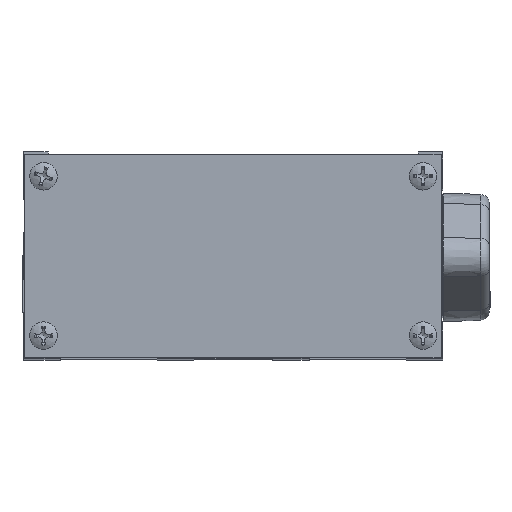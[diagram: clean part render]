
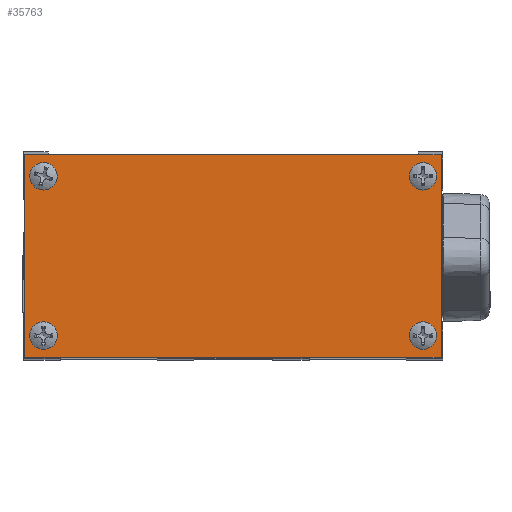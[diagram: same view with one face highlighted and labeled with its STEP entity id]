
A CAD part, top view. The second image highlights one B-rep face of the part: STEP entity #35763.
In plain terms, the highlighted planar face has unit normal (0, 0, 1).
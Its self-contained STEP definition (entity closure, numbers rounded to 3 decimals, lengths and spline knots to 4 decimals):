
#1174=PLANE('',#38174);
#2669=LINE('',#50394,#6332);
#2673=LINE('',#50402,#6336);
#2676=LINE('',#50408,#6339);
#2679=LINE('',#50413,#6342);
#6332=VECTOR('',#41054,0.3937);
#6336=VECTOR('',#41060,0.3937);
#6339=VECTOR('',#41065,0.3937);
#6342=VECTOR('',#41070,0.3937);
#9929=FACE_BOUND('',#13257,.T.);
#9930=FACE_BOUND('',#13258,.T.);
#9931=FACE_BOUND('',#13259,.T.);
#9932=FACE_BOUND('',#13260,.T.);
#11277=FACE_OUTER_BOUND('',#13256,.T.);
#13256=EDGE_LOOP('',(#25709,#25710,#25711,#25712));
#13257=EDGE_LOOP('',(#25713));
#13258=EDGE_LOOP('',(#25714));
#13259=EDGE_LOOP('',(#25715));
#13260=EDGE_LOOP('',(#25716));
#15623=CIRCLE('',#38158,0.0859);
#15625=CIRCLE('',#38161,0.0859);
#15627=CIRCLE('',#38164,0.0859);
#15629=CIRCLE('',#38167,0.0859);
#16432=VERTEX_POINT('',#50372);
#16434=VERTEX_POINT('',#50377);
#16436=VERTEX_POINT('',#50382);
#16438=VERTEX_POINT('',#50387);
#16440=VERTEX_POINT('',#50392);
#16441=VERTEX_POINT('',#50393);
#16444=VERTEX_POINT('',#50401);
#16446=VERTEX_POINT('',#50407);
#20083=EDGE_CURVE('',#16432,#16432,#15623,.T.);
#20085=EDGE_CURVE('',#16434,#16434,#15625,.T.);
#20087=EDGE_CURVE('',#16436,#16436,#15627,.T.);
#20089=EDGE_CURVE('',#16438,#16438,#15629,.T.);
#20091=EDGE_CURVE('',#16440,#16441,#2669,.T.);
#20095=EDGE_CURVE('',#16441,#16444,#2673,.T.);
#20098=EDGE_CURVE('',#16444,#16446,#2676,.T.);
#20101=EDGE_CURVE('',#16446,#16440,#2679,.T.);
#25709=ORIENTED_EDGE('',*,*,#20091,.F.);
#25710=ORIENTED_EDGE('',*,*,#20101,.F.);
#25711=ORIENTED_EDGE('',*,*,#20098,.F.);
#25712=ORIENTED_EDGE('',*,*,#20095,.F.);
#25713=ORIENTED_EDGE('',*,*,#20083,.T.);
#25714=ORIENTED_EDGE('',*,*,#20085,.T.);
#25715=ORIENTED_EDGE('',*,*,#20087,.T.);
#25716=ORIENTED_EDGE('',*,*,#20089,.T.);
#35763=ADVANCED_FACE('',(#11277,#9929,#9930,#9931,#9932),#1174,.T.);
#38158=AXIS2_PLACEMENT_3D('',#50373,#41030,#41031);
#38161=AXIS2_PLACEMENT_3D('',#50378,#41036,#41037);
#38164=AXIS2_PLACEMENT_3D('',#50383,#41042,#41043);
#38167=AXIS2_PLACEMENT_3D('',#50388,#41048,#41049);
#38174=AXIS2_PLACEMENT_3D('',#50416,#41074,#41075);
#41030=DIRECTION('center_axis',(0.,0.,-1.));
#41031=DIRECTION('ref_axis',(-1.,0.,0.));
#41036=DIRECTION('center_axis',(0.,0.,-1.));
#41037=DIRECTION('ref_axis',(-1.,0.,0.));
#41042=DIRECTION('center_axis',(0.,0.,-1.));
#41043=DIRECTION('ref_axis',(-1.,0.,0.));
#41048=DIRECTION('center_axis',(0.,0.,-1.));
#41049=DIRECTION('ref_axis',(-1.,0.,0.));
#41054=DIRECTION('',(0.,1.,0.));
#41060=DIRECTION('',(1.,0.,0.));
#41065=DIRECTION('',(0.,-1.,0.));
#41070=DIRECTION('',(-1.,0.,0.));
#41074=DIRECTION('center_axis',(0.,0.,1.));
#41075=DIRECTION('ref_axis',(1.,0.,0.));
#50372=CARTESIAN_POINT('',(3.3669,0.18,0.063));
#50373=CARTESIAN_POINT('Origin',(3.281,0.18,0.063));
#50377=CARTESIAN_POINT('',(3.3669,1.492,0.063));
#50378=CARTESIAN_POINT('Origin',(3.281,1.492,0.063));
#50382=CARTESIAN_POINT('',(0.2419,0.18,0.063));
#50383=CARTESIAN_POINT('Origin',(0.156,0.18,0.063));
#50387=CARTESIAN_POINT('',(0.2419,1.492,0.063));
#50388=CARTESIAN_POINT('Origin',(0.156,1.492,0.063));
#50392=CARTESIAN_POINT('',(0.,0.,0.063));
#50393=CARTESIAN_POINT('',(0.,1.671,0.063));
#50394=CARTESIAN_POINT('',(0.,1.671,0.063));
#50401=CARTESIAN_POINT('',(3.43,1.671,0.063));
#50402=CARTESIAN_POINT('',(3.43,1.671,0.063));
#50407=CARTESIAN_POINT('',(3.43,0.,0.063));
#50408=CARTESIAN_POINT('',(3.43,0.,0.063));
#50413=CARTESIAN_POINT('',(0.,0.,0.063));
#50416=CARTESIAN_POINT('Origin',(1.715,0.8355,0.063));
